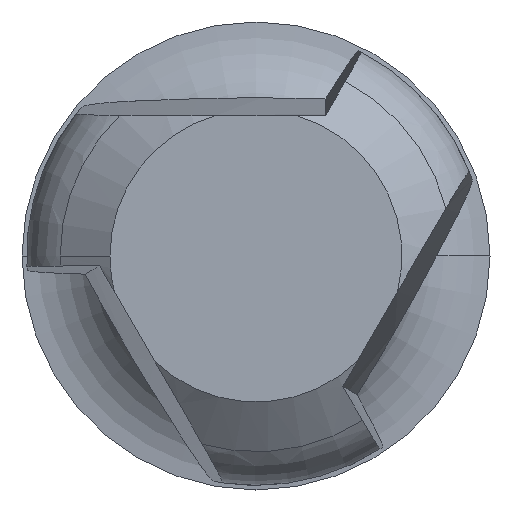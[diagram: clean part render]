
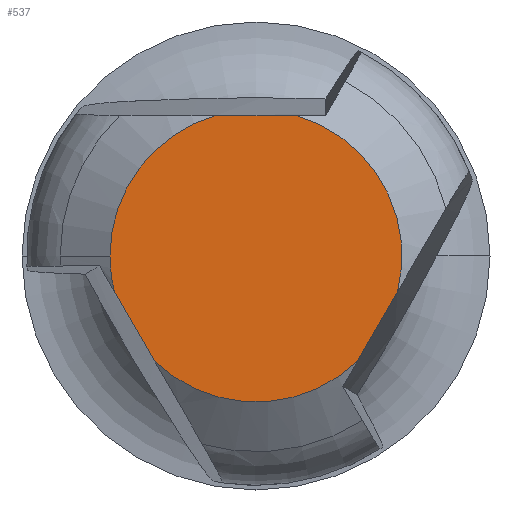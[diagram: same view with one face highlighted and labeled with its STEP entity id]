
A CAD part, front view. The second image highlights one B-rep face of the part: STEP entity #537.
In plain terms, the highlighted planar face has unit normal (0, -1, 0).
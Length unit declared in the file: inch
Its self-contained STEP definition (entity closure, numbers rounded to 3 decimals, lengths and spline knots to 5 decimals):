
#16 = ORIENTED_EDGE ( 'NONE', *, *, #379, .T. ) ;
#24 = DIRECTION ( 'NONE',  ( 0., -1., 0. ) ) ;
#41 = VERTEX_POINT ( 'NONE', #1607 ) ;
#46 = PLANE ( 'NONE',  #340 ) ;
#150 = DIRECTION ( 'NONE',  ( 0., -1., 0. ) ) ;
#157 = DIRECTION ( 'NONE',  ( -1., 0., 0. ) ) ;
#159 = CARTESIAN_POINT ( 'NONE',  ( 0., 0., 0. ) ) ;
#241 = CIRCLE ( 'NONE', #1496, 0.156 ) ;
#309 = DIRECTION ( 'NONE',  ( 1., 0., 0. ) ) ;
#340 = AXIS2_PLACEMENT_3D ( 'NONE', #902, #1764, #752 ) ;
#370 = VERTEX_POINT ( 'NONE', #1649 ) ;
#374 = CARTESIAN_POINT ( 'NONE',  ( 0.02053, 0., -0.26444 ) ) ;
#379 = EDGE_CURVE ( 'NONE', #370, #1871, #1617, .T. ) ;
#414 = EDGE_CURVE ( 'NONE', #814, #580, #1834, .T. ) ;
#421 = DIRECTION ( 'NONE',  ( 1., 0., 0. ) ) ;
#450 = CARTESIAN_POINT ( 'NONE',  ( 0.21875, 0., 0.15 ) ) ;
#452 = VECTOR ( 'NONE', #1246, 39.37008 ) ;
#458 = VECTOR ( 'NONE', #1259, 39.37008 ) ;
#537 = ADVANCED_FACE ( 'NONE', ( #1469 ), #46, .T. ) ;
#559 = CARTESIAN_POINT ( 'NONE',  ( 0.15133, 0., -0.03789 ) ) ;
#580 = VERTEX_POINT ( 'NONE', #1714 ) ;
#650 = CIRCLE ( 'NONE', #835, 0.156 ) ;
#706 = DIRECTION ( 'NONE',  ( 1., 0., 0. ) ) ;
#709 = EDGE_CURVE ( 'NONE', #41, #1663, #833, .T. ) ;
#752 = DIRECTION ( 'NONE',  ( 1., 0., 0. ) ) ;
#809 = CIRCLE ( 'NONE', #1659, 0.156 ) ;
#814 = VERTEX_POINT ( 'NONE', #1356 ) ;
#833 = LINE ( 'NONE', #374, #452 ) ;
#835 = AXIS2_PLACEMENT_3D ( 'NONE', #1404, #1273, #421 ) ;
#846 = EDGE_CURVE ( 'NONE', #1871, #41, #1538, .T. ) ;
#853 = EDGE_CURVE ( 'NONE', #1663, #814, #809, .T. ) ;
#902 = CARTESIAN_POINT ( 'NONE',  ( 0., 0., 0. ) ) ;
#914 = EDGE_LOOP ( 'NONE', ( #1727, #1752, #979, #1057, #1548, #1778, #16 ) ) ;
#915 = CARTESIAN_POINT ( 'NONE',  ( -0.23928, 0., 0.11444 ) ) ;
#979 = ORIENTED_EDGE ( 'NONE', *, *, #853, .T. ) ;
#1016 = DIRECTION ( 'NONE',  ( 1., 0., 0. ) ) ;
#1057 = ORIENTED_EDGE ( 'NONE', *, *, #414, .T. ) ;
#1068 = VECTOR ( 'NONE', #157, 39.37008 ) ;
#1170 = CARTESIAN_POINT ( 'NONE',  ( 0., 0., 0. ) ) ;
#1180 = EDGE_CURVE ( 'NONE', #580, #1241, #241, .T. ) ;
#1241 = VERTEX_POINT ( 'NONE', #1867 ) ;
#1246 = DIRECTION ( 'NONE',  ( 0.5, 0., 0.866 ) ) ;
#1259 = DIRECTION ( 'NONE',  ( 0.5, 0., -0.866 ) ) ;
#1271 = AXIS2_PLACEMENT_3D ( 'NONE', #159, #24, #309 ) ;
#1273 = DIRECTION ( 'NONE',  ( 0., -1., 0. ) ) ;
#1299 = CARTESIAN_POINT ( 'NONE',  ( -0.10848, 0., -0.11211 ) ) ;
#1356 = CARTESIAN_POINT ( 'NONE',  ( 0.04285, 0., 0.15 ) ) ;
#1404 = CARTESIAN_POINT ( 'NONE',  ( 0., 0., 0. ) ) ;
#1469 = FACE_OUTER_BOUND ( 'NONE', #914, .T. ) ;
#1496 = AXIS2_PLACEMENT_3D ( 'NONE', #1806, #1574, #706 ) ;
#1538 = CIRCLE ( 'NONE', #1271, 0.156 ) ;
#1548 = ORIENTED_EDGE ( 'NONE', *, *, #1180, .T. ) ;
#1574 = DIRECTION ( 'NONE',  ( 0., -1., 0. ) ) ;
#1607 = CARTESIAN_POINT ( 'NONE',  ( 0.10848, 0., -0.11211 ) ) ;
#1617 = LINE ( 'NONE', #915, #458 ) ;
#1649 = CARTESIAN_POINT ( 'NONE',  ( -0.15133, 0., -0.03789 ) ) ;
#1659 = AXIS2_PLACEMENT_3D ( 'NONE', #1170, #150, #1016 ) ;
#1663 = VERTEX_POINT ( 'NONE', #559 ) ;
#1714 = CARTESIAN_POINT ( 'NONE',  ( -0.04285, 0., 0.15 ) ) ;
#1727 = ORIENTED_EDGE ( 'NONE', *, *, #846, .T. ) ;
#1743 = EDGE_CURVE ( 'NONE', #1241, #370, #650, .T. ) ;
#1752 = ORIENTED_EDGE ( 'NONE', *, *, #709, .T. ) ;
#1764 = DIRECTION ( 'NONE',  ( 0., -1., 0. ) ) ;
#1778 = ORIENTED_EDGE ( 'NONE', *, *, #1743, .T. ) ;
#1806 = CARTESIAN_POINT ( 'NONE',  ( 0., 0., 0. ) ) ;
#1834 = LINE ( 'NONE', #450, #1068 ) ;
#1867 = CARTESIAN_POINT ( 'NONE',  ( -0.156, 0., 0. ) ) ;
#1871 = VERTEX_POINT ( 'NONE', #1299 ) ;
